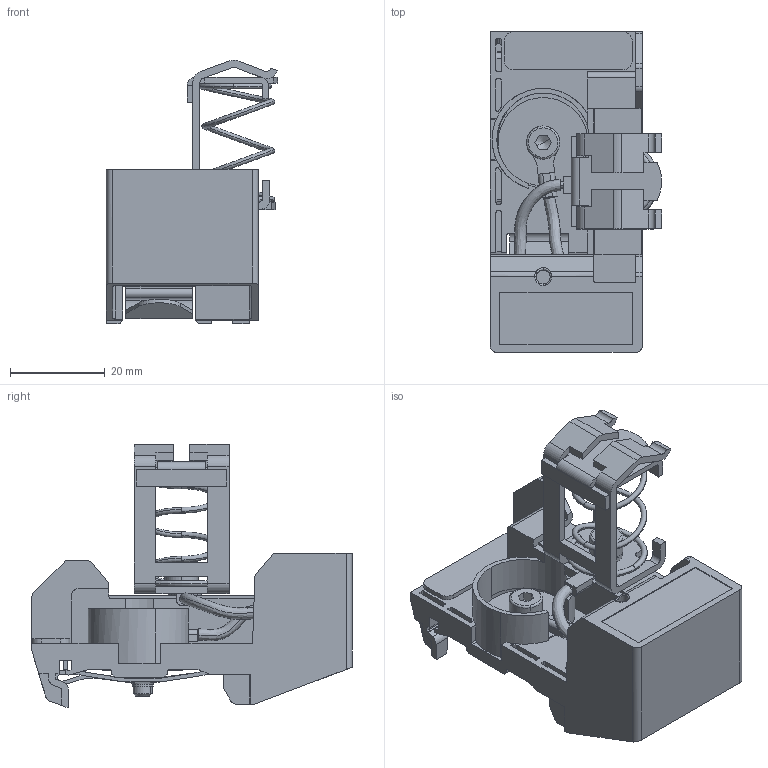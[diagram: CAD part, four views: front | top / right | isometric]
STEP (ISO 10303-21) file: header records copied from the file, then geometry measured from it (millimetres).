
FILE_DESCRIPTION(('CATIA V5R24 STEP','CAx-IF Rec.Pracs.--- Model Styling and Organization---1.2---2011-12-15'),'2;1');
FILE_NAME ('5961398_2', '2017-10-20T08:01:13+00:00', ('Weidmueller Interface'), ('Weidmueller'), 'CATIA Version 5-6 Release 2014 SP4 HF52', 'CATIA V5 STEP AP214', 'none');
FILE_SCHEMA(('AUTOMOTIVE_DESIGN { 1 0 10303 214 1 1 1 1 }'));
Length unit declared in the file: millimetre
Products named in the file (1): v5-standard_part
Bounding box: 36.09 x 67.47 x 55.51 mm (x, y, z)
Volume: 29786.3 mm3; surface area: 22443.4 mm2
Topology: 11 solids, 11 shells, 728 faces, 2093 edges, 1392 vertices
Faces by surface type: plane 415, cylinder 252, torus 26, cone 13, sphere 10, bspline 8, extrusion 4
Entity records: 24974 total; most frequent: CARTESIAN_POINT 6611, ORIENTED_EDGE 4178, DIRECTION 3137, EDGE_CURVE 2089, VERTEX_POINT 1392, VECTOR 1371, LINE 1367, AXIS2_PLACEMENT_3D 1166
